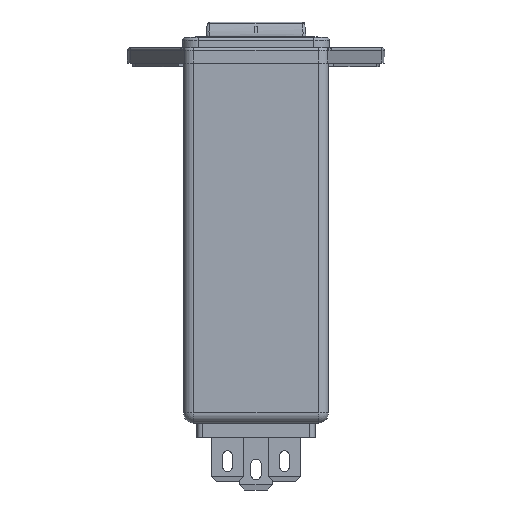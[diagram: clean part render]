
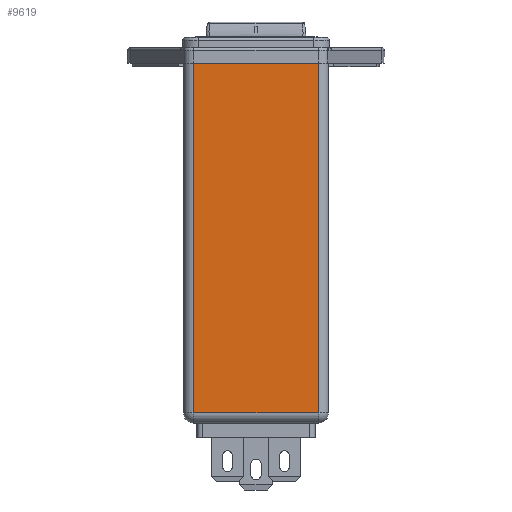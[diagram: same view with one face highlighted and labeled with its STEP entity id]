
A CAD part, front view. The second image highlights one B-rep face of the part: STEP entity #9619.
In plain terms, the highlighted planar face has unit normal (0, -1, 0).
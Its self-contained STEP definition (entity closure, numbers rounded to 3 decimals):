
#6461 = DIRECTION ( 'NONE',  ( 0., 0., 1. ) ) ;
#7396 = ORIENTED_EDGE ( 'NONE', *, *, #18039, .T. ) ;
#7725 = FACE_OUTER_BOUND ( 'NONE', #38700, .T. ) ;
#7908 = EDGE_CURVE ( 'NONE', #24036, #39808, #80516, .T. ) ;
#9619 = ADVANCED_FACE ( 'NONE', ( #7725 ), #36664, .T. ) ;
#11040 = VECTOR ( 'NONE', #34087, 1000. ) ;
#16959 = CARTESIAN_POINT ( 'NONE',  ( -14.1, -29.95, -70. ) ) ;
#17366 = ORIENTED_EDGE ( 'NONE', *, *, #48447, .T. ) ;
#17924 = DIRECTION ( 'NONE',  ( 1., 0., 0. ) ) ;
#18039 = EDGE_CURVE ( 'NONE', #24036, #58033, #66988, .T. ) ;
#20220 = LINE ( 'NONE', #26145, #71045 ) ;
#21896 = VECTOR ( 'NONE', #17924, 1000. ) ;
#24036 = VERTEX_POINT ( 'NONE', #80100 ) ;
#26145 = CARTESIAN_POINT ( 'NONE',  ( 12.1, -29.95, -70. ) ) ;
#28612 = CARTESIAN_POINT ( 'NONE',  ( 12.1, -29.95, -68. ) ) ;
#30529 = CARTESIAN_POINT ( 'NONE',  ( 14.1, -29.95, -68. ) ) ;
#34087 = DIRECTION ( 'NONE',  ( 1., 0., 0. ) ) ;
#34729 = AXIS2_PLACEMENT_3D ( 'NONE', #16959, #42920, #49157 ) ;
#34914 = VERTEX_POINT ( 'NONE', #28612 ) ;
#36664 = PLANE ( 'NONE',  #34729 ) ;
#38700 = EDGE_LOOP ( 'NONE', ( #40407, #7396, #52672, #17366 ) ) ;
#39808 = VERTEX_POINT ( 'NONE', #42273 ) ;
#39847 = CARTESIAN_POINT ( 'NONE',  ( -14.1, -29.95, 0. ) ) ;
#40407 = ORIENTED_EDGE ( 'NONE', *, *, #7908, .F. ) ;
#40536 = VECTOR ( 'NONE', #43579, 1000. ) ;
#42273 = CARTESIAN_POINT ( 'NONE',  ( 12.1, -29.95, 0. ) ) ;
#42920 = DIRECTION ( 'NONE',  ( 0., -1., 0. ) ) ;
#43579 = DIRECTION ( 'NONE',  ( 0., 0., -1. ) ) ;
#48447 = EDGE_CURVE ( 'NONE', #34914, #39808, #20220, .T. ) ;
#49157 = DIRECTION ( 'NONE',  ( 1., 0., 0. ) ) ;
#51156 = LINE ( 'NONE', #30529, #21896 ) ;
#52672 = ORIENTED_EDGE ( 'NONE', *, *, #62392, .T. ) ;
#58033 = VERTEX_POINT ( 'NONE', #71722 ) ;
#62392 = EDGE_CURVE ( 'NONE', #58033, #34914, #51156, .T. ) ;
#66988 = LINE ( 'NONE', #81003, #40536 ) ;
#71045 = VECTOR ( 'NONE', #6461, 1000. ) ;
#71722 = CARTESIAN_POINT ( 'NONE',  ( -12.1, -29.95, -68. ) ) ;
#80100 = CARTESIAN_POINT ( 'NONE',  ( -12.1, -29.95, 0. ) ) ;
#80516 = LINE ( 'NONE', #39847, #11040 ) ;
#81003 = CARTESIAN_POINT ( 'NONE',  ( -12.1, -29.95, -70. ) ) ;
